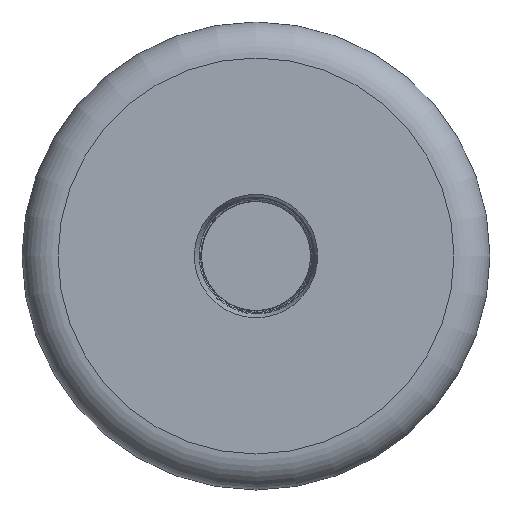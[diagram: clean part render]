
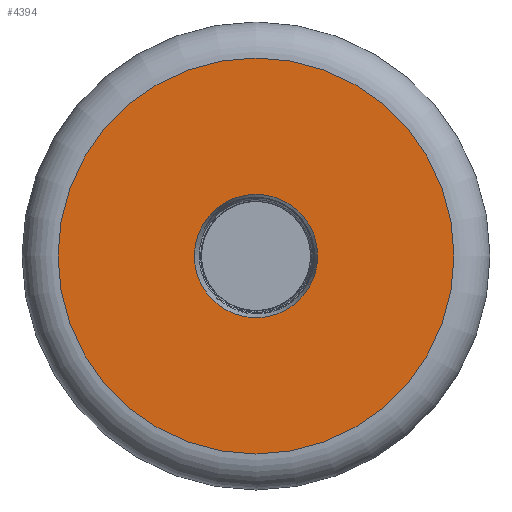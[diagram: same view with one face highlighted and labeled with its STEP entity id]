
A CAD part, front view. The second image highlights one B-rep face of the part: STEP entity #4394.
In plain terms, the highlighted planar face has unit normal (0, -1, 0).
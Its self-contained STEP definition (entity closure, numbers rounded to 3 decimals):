
#578 = CARTESIAN_POINT ( 'NONE',  ( 0., 0., 0. ) ) ;
#1115 = EDGE_LOOP ( 'NONE', ( #4312 ) ) ;
#1121 = VERTEX_POINT ( 'NONE', #4647 ) ;
#1133 = AXIS2_PLACEMENT_3D ( 'NONE', #3288, #3312, #2900 ) ;
#1533 = CARTESIAN_POINT ( 'NONE',  ( 0., 0., 17.145 ) ) ;
#1673 = AXIS2_PLACEMENT_3D ( 'NONE', #2841, #3309, #4819 ) ;
#2354 = EDGE_CURVE ( 'NONE', #3099, #3099, #3848, .T. ) ;
#2442 = DIRECTION ( 'NONE',  ( 0., 1., 0. ) ) ;
#2841 = CARTESIAN_POINT ( 'NONE',  ( 0., 0., 0. ) ) ;
#2900 = DIRECTION ( 'NONE',  ( 0., 0., 1. ) ) ;
#2918 = AXIS2_PLACEMENT_3D ( 'NONE', #578, #2442, #4033 ) ;
#3099 = VERTEX_POINT ( 'NONE', #1533 ) ;
#3219 = FACE_OUTER_BOUND ( 'NONE', #1115, .T. ) ;
#3283 = EDGE_CURVE ( 'NONE', #1121, #1121, #4347, .T. ) ;
#3288 = CARTESIAN_POINT ( 'NONE',  ( 0., 0., 0. ) ) ;
#3309 = DIRECTION ( 'NONE',  ( 0., 1., 0. ) ) ;
#3312 = DIRECTION ( 'NONE',  ( 0., -1., 0. ) ) ;
#3608 = FACE_BOUND ( 'NONE', #4616, .T. ) ;
#3848 = CIRCLE ( 'NONE', #1673, 17.145 ) ;
#4009 = ORIENTED_EDGE ( 'NONE', *, *, #2354, .T. ) ;
#4033 = DIRECTION ( 'NONE',  ( 0., 0., 1. ) ) ;
#4304 = PLANE ( 'NONE',  #2918 ) ;
#4312 = ORIENTED_EDGE ( 'NONE', *, *, #3283, .T. ) ;
#4347 = CIRCLE ( 'NONE', #1133, 55. ) ;
#4394 = ADVANCED_FACE ( 'NONE', ( #3608, #3219 ), #4304, .F. ) ;
#4616 = EDGE_LOOP ( 'NONE', ( #4009 ) ) ;
#4647 = CARTESIAN_POINT ( 'NONE',  ( 0., 0., 55. ) ) ;
#4819 = DIRECTION ( 'NONE',  ( 0., 0., 1. ) ) ;
